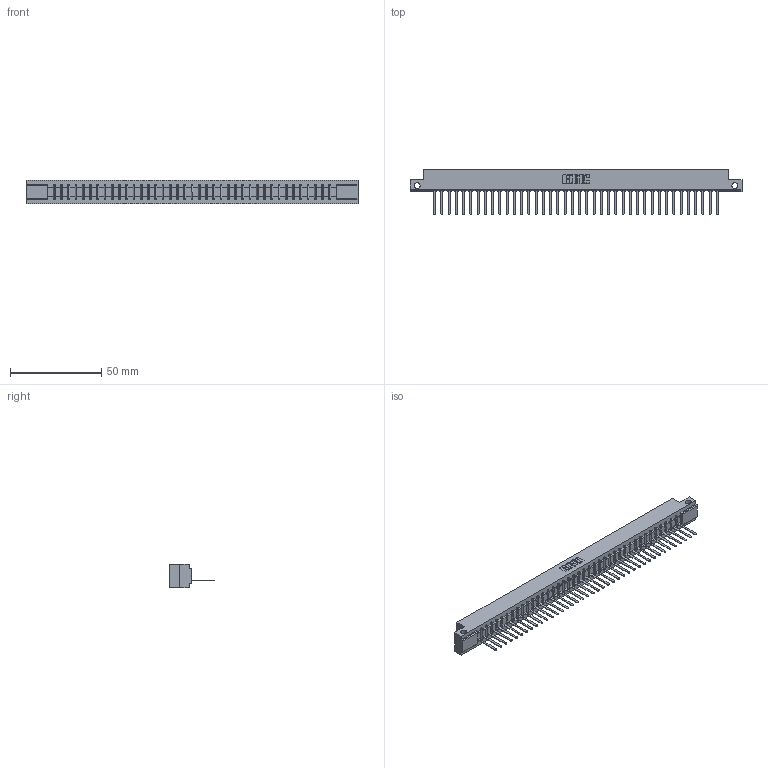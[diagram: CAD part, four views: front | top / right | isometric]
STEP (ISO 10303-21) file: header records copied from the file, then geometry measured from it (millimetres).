
FILE_DESCRIPTION (( 'STEP AP203' ), '1' );
FILE_NAME ('307-040-541-112.STEP', '2018-08-05T14:16:46', ( '' ), ( '' ), 'SwSTEP 2.0', 'SolidWorks 2016', '' );
FILE_SCHEMA (( 'CONFIG_CONTROL_DESIGN' ));
Length unit declared in the file: inch
Products named in the file (3): 307 Part_.128 Dia Side Mounting Holes; 307-290-002_541; 307-040-541-112
Assembly tree (41 placements, depth 2):
  307-040-541-112
    307 Part_.128 Dia Side Mounting Holes
    307-290-002_541  x40
Bounding box: 181.51 x 24.59 x 12.7 mm (x, y, z)
Volume: 19379.5 mm3; surface area: 25038.7 mm2
Topology: 41 solids, 41 shells, 3119 faces, 9603 edges, 6290 vertices
Faces by surface type: plane 1870, cylinder 1167, sphere 82
Entity records: 35258 total; most frequent: CARTESIAN_POINT 5948, ORIENTED_EDGE 5938, DIRECTION 5779, EDGE_CURVE 2969, VECTOR 2273, LINE 2273, VERTEX_POINT 1922, AXIS2_PLACEMENT_3D 1753
